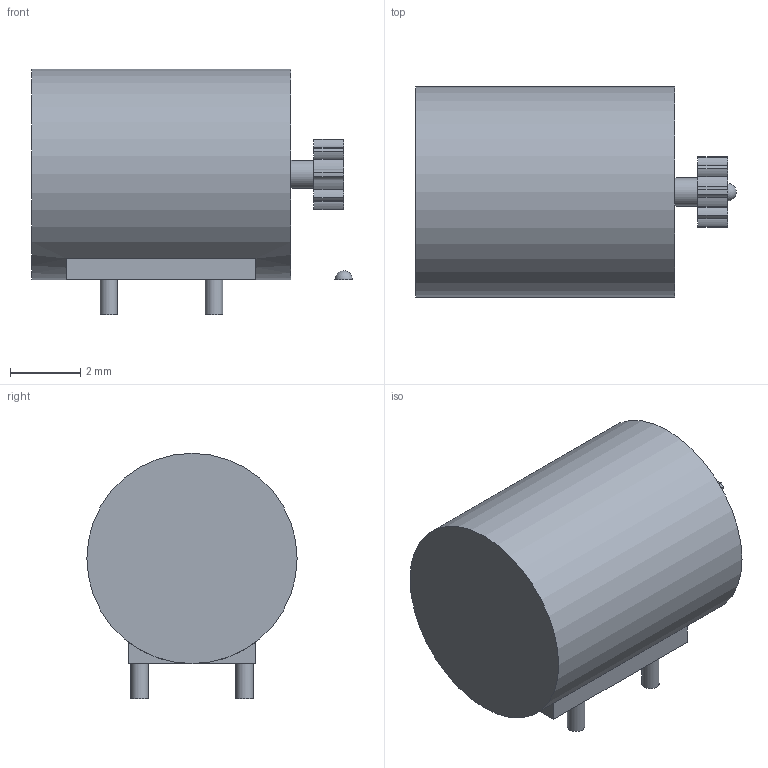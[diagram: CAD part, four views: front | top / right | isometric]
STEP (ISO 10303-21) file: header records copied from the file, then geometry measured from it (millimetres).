
FILE_DESCRIPTION(('Open CASCADE Model'),'2;1');
FILE_NAME('Open CASCADE Shape Model','2024-10-31T00:19:15',('Author'),( 'Open CASCADE'),'Open CASCADE STEP processor 7.7','Open CASCADE 7.7' ,'Unknown');
FILE_SCHEMA(('AUTOMOTIVE_DESIGN { 1 0 10303 214 1 1 1 1 }'));
Length unit declared in the file: millimetre
Products named in the file (1): COMPOUND
Bounding box: 9.15 x 6 x 7 mm (x, y, z)
Volume: 216.1 mm3; surface area: 221.1 mm2
Topology: 2 solids, 2 shells, 87 faces, 229 edges, 152 vertices
Faces by surface type: cylinder 38, plane 32, extrusion 16, sphere 1
Full cylindrical faces by diameter (mm): 0.5 x4, 0.8 x1, 6 x1
Entity records: 6618 total; most frequent: CARTESIAN_POINT 2116, DIRECTION 820, VECTOR 469, ORIENTED_EDGE 456, PCURVE 456, DEFINITIONAL_REPRESENTATION 456, LINE 453, EDGE_CURVE 228
